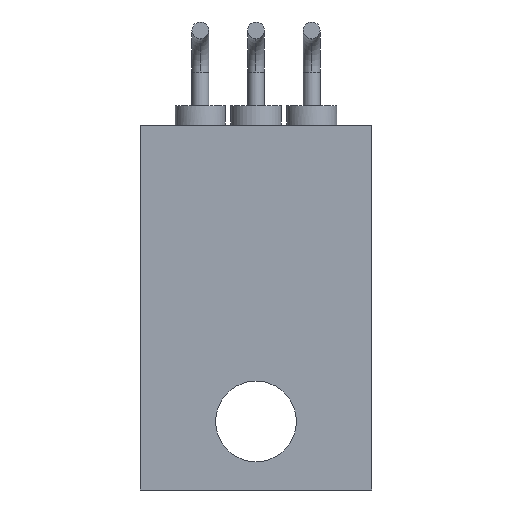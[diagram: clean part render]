
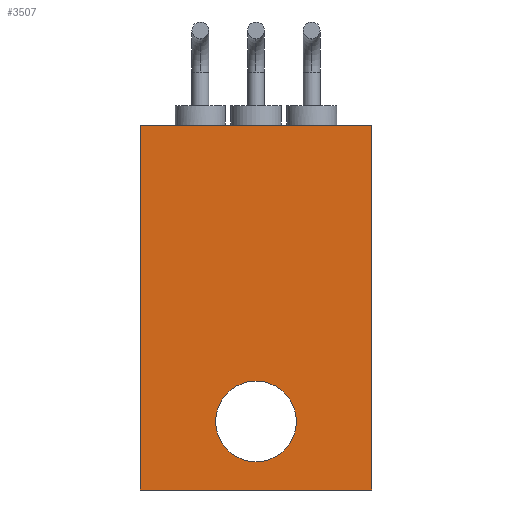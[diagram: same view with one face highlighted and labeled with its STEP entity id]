
A CAD part, front view. The second image highlights one B-rep face of the part: STEP entity #3507.
In plain terms, the highlighted planar face has unit normal (0, -1, 0).
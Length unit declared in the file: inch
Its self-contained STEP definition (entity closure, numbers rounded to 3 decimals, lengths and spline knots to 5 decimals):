
#102 = ORIENTED_EDGE ( 'NONE', *, *, #5281, .T. ) ;
#210 = ORIENTED_EDGE ( 'NONE', *, *, #3592, .F. ) ;
#671 = AXIS2_PLACEMENT_3D ( 'NONE', #3737, #10622, #6767 ) ;
#807 = CARTESIAN_POINT ( 'NONE',  ( 0., 0., -0.132 ) ) ;
#1469 = EDGE_LOOP ( 'NONE', ( #5067, #11211, #9796, #210 ) ) ;
#1488 = VECTOR ( 'NONE', #11769, 39.37008 ) ;
#1501 = EDGE_CURVE ( 'NONE', #3837, #1505, #5793, .T. ) ;
#1505 = VERTEX_POINT ( 'NONE', #10726 ) ;
#1865 = PLANE ( 'NONE',  #671 ) ;
#1873 = EDGE_LOOP ( 'NONE', ( #7049, #102 ) ) ;
#1979 = AXIS2_PLACEMENT_3D ( 'NONE', #3434, #12258, #10317 ) ;
#2171 = VERTEX_POINT ( 'NONE', #8103 ) ;
#2245 = CARTESIAN_POINT ( 'NONE',  ( 0.2075, 0., 0.3275 ) ) ;
#2354 = CARTESIAN_POINT ( 'NONE',  ( -0.2075, 0., 0.3275 ) ) ;
#2360 = VECTOR ( 'NONE', #2607, 39.37008 ) ;
#2524 = VECTOR ( 'NONE', #3952, 39.37008 ) ;
#2571 = VECTOR ( 'NONE', #10768, 39.37008 ) ;
#2607 = DIRECTION ( 'NONE',  ( 1., 0., 0. ) ) ;
#2777 = DIRECTION ( 'NONE',  ( 0., 1., 0. ) ) ;
#2940 = CARTESIAN_POINT ( 'NONE',  ( -0.2075, 0., 0.3275 ) ) ;
#2945 = CARTESIAN_POINT ( 'NONE',  ( 0.2075, 0., -0.3275 ) ) ;
#3245 = CIRCLE ( 'NONE', #1979, 0.0725 ) ;
#3434 = CARTESIAN_POINT ( 'NONE',  ( 0., 0., -0.2045 ) ) ;
#3507 = ADVANCED_FACE ( 'NONE', ( #9572, #3756 ), #1865, .T. ) ;
#3592 = EDGE_CURVE ( 'NONE', #11727, #3837, #10643, .T. ) ;
#3673 = CARTESIAN_POINT ( 'NONE',  ( 0., 0., -0.2045 ) ) ;
#3737 = CARTESIAN_POINT ( 'NONE',  ( 0., 0., 0. ) ) ;
#3756 = FACE_BOUND ( 'NONE', #1873, .T. ) ;
#3837 = VERTEX_POINT ( 'NONE', #7425 ) ;
#3952 = DIRECTION ( 'NONE',  ( -1., 0., 0. ) ) ;
#3992 = CARTESIAN_POINT ( 'NONE',  ( -0.2075, 0., -0.3275 ) ) ;
#4690 = VERTEX_POINT ( 'NONE', #807 ) ;
#5067 = ORIENTED_EDGE ( 'NONE', *, *, #8421, .F. ) ;
#5267 = AXIS2_PLACEMENT_3D ( 'NONE', #3673, #2777, #6755 ) ;
#5281 = EDGE_CURVE ( 'NONE', #4690, #2171, #3245, .T. ) ;
#5793 = LINE ( 'NONE', #2940, #2571 ) ;
#6445 = EDGE_CURVE ( 'NONE', #1505, #7056, #7975, .T. ) ;
#6755 = DIRECTION ( 'NONE',  ( 0., 0., 1. ) ) ;
#6767 = DIRECTION ( 'NONE',  ( 0., 0., -1. ) ) ;
#7049 = ORIENTED_EDGE ( 'NONE', *, *, #11635, .T. ) ;
#7056 = VERTEX_POINT ( 'NONE', #2245 ) ;
#7425 = CARTESIAN_POINT ( 'NONE',  ( -0.2075, 0., -0.3275 ) ) ;
#7975 = LINE ( 'NONE', #2354, #2360 ) ;
#8103 = CARTESIAN_POINT ( 'NONE',  ( 0., 0., -0.277 ) ) ;
#8421 = EDGE_CURVE ( 'NONE', #7056, #11727, #9907, .T. ) ;
#8920 = CARTESIAN_POINT ( 'NONE',  ( 0.2075, 0., 0.3275 ) ) ;
#9093 = CIRCLE ( 'NONE', #5267, 0.0725 ) ;
#9572 = FACE_OUTER_BOUND ( 'NONE', #1469, .T. ) ;
#9796 = ORIENTED_EDGE ( 'NONE', *, *, #1501, .F. ) ;
#9907 = LINE ( 'NONE', #8920, #1488 ) ;
#10317 = DIRECTION ( 'NONE',  ( 0., 0., 1. ) ) ;
#10622 = DIRECTION ( 'NONE',  ( 0., -1., 0. ) ) ;
#10643 = LINE ( 'NONE', #3992, #2524 ) ;
#10726 = CARTESIAN_POINT ( 'NONE',  ( -0.2075, 0., 0.3275 ) ) ;
#10768 = DIRECTION ( 'NONE',  ( 0., 0., 1. ) ) ;
#11211 = ORIENTED_EDGE ( 'NONE', *, *, #6445, .F. ) ;
#11635 = EDGE_CURVE ( 'NONE', #2171, #4690, #9093, .T. ) ;
#11727 = VERTEX_POINT ( 'NONE', #2945 ) ;
#11769 = DIRECTION ( 'NONE',  ( 0., 0., -1. ) ) ;
#12258 = DIRECTION ( 'NONE',  ( 0., 1., 0. ) ) ;
